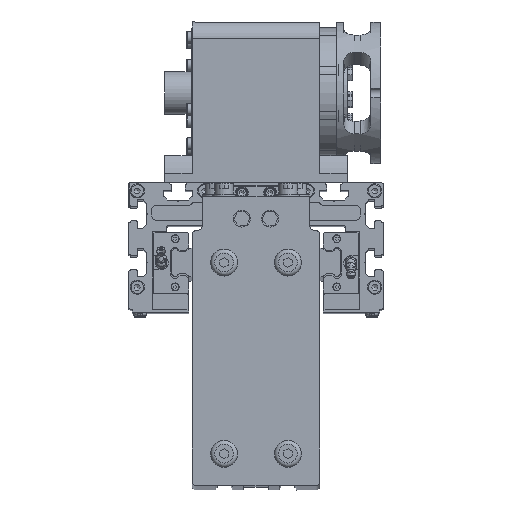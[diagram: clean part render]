
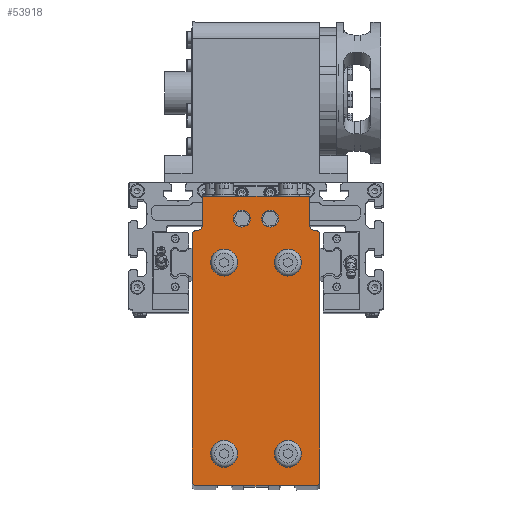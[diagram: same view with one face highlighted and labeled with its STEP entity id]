
A CAD part, top view. The second image highlights one B-rep face of the part: STEP entity #53918.
In plain terms, the highlighted face is planar.
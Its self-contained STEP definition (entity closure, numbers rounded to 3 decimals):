
#2936=FACE_BOUND('',#8578,.T.);
#2937=FACE_BOUND('',#8579,.T.);
#2938=FACE_BOUND('',#8580,.T.);
#2939=FACE_BOUND('',#8581,.T.);
#2940=FACE_BOUND('',#8582,.T.);
#2941=FACE_BOUND('',#8583,.T.);
#3526=PLANE('',#57575);
#5600=FACE_OUTER_BOUND('',#8577,.T.);
#8577=EDGE_LOOP('',(#39837,#39838,#39839,#39840,#39841,#39842,#39843,#39844,
#39845,#39846,#39847,#39848));
#8578=EDGE_LOOP('',(#39849));
#8579=EDGE_LOOP('',(#39850));
#8580=EDGE_LOOP('',(#39851));
#8581=EDGE_LOOP('',(#39852));
#8582=EDGE_LOOP('',(#39853));
#8583=EDGE_LOOP('',(#39854));
#11811=LINE('',#79490,#17179);
#12166=LINE('',#80637,#17534);
#12167=LINE('',#80640,#17535);
#12170=LINE('',#80650,#17538);
#12171=LINE('',#80654,#17539);
#12172=LINE('',#80658,#17540);
#17179=VECTOR('',#63673,10.);
#17534=VECTOR('',#64624,10.);
#17535=VECTOR('',#64627,10.);
#17538=VECTOR('',#64638,10.);
#17539=VECTOR('',#64641,10.);
#17540=VECTOR('',#64644,10.);
#22321=CIRCLE('',#57359,9.5);
#22325=CIRCLE('',#57366,9.5);
#22329=CIRCLE('',#57373,9.5);
#22333=CIRCLE('',#57380,9.5);
#22335=CIRCLE('',#57398,6.);
#22337=CIRCLE('',#57402,6.);
#22487=CIRCLE('',#57570,5.);
#22488=CIRCLE('',#57574,5.);
#22489=CIRCLE('',#57576,2.5);
#22490=CIRCLE('',#57577,2.5);
#22491=CIRCLE('',#57578,2.5);
#22492=CIRCLE('',#57579,2.5);
#24596=VERTEX_POINT('',#79487);
#24597=VERTEX_POINT('',#79489);
#24744=VERTEX_POINT('',#79872);
#24747=VERTEX_POINT('',#79883);
#24750=VERTEX_POINT('',#79894);
#24753=VERTEX_POINT('',#79905);
#24779=VERTEX_POINT('',#79986);
#24781=VERTEX_POINT('',#79993);
#25090=VERTEX_POINT('',#80631);
#25091=VERTEX_POINT('',#80633);
#25092=VERTEX_POINT('',#80639);
#25093=VERTEX_POINT('',#80643);
#25094=VERTEX_POINT('',#80647);
#25095=VERTEX_POINT('',#80649);
#25096=VERTEX_POINT('',#80651);
#25097=VERTEX_POINT('',#80653);
#25098=VERTEX_POINT('',#80655);
#25099=VERTEX_POINT('',#80657);
#30194=EDGE_CURVE('',#24597,#24596,#11811,.T.);
#30388=EDGE_CURVE('',#24744,#24744,#22321,.T.);
#30393=EDGE_CURVE('',#24747,#24747,#22325,.T.);
#30398=EDGE_CURVE('',#24750,#24750,#22329,.T.);
#30403=EDGE_CURVE('',#24753,#24753,#22333,.T.);
#30442=EDGE_CURVE('',#24779,#24779,#22335,.T.);
#30445=EDGE_CURVE('',#24781,#24781,#22337,.T.);
#30756=EDGE_CURVE('',#25091,#25090,#22487,.T.);
#30758=EDGE_CURVE('',#24596,#25091,#12166,.T.);
#30759=EDGE_CURVE('',#25092,#24597,#12167,.T.);
#30761=EDGE_CURVE('',#25093,#25092,#22488,.T.);
#30763=EDGE_CURVE('',#25090,#25094,#22489,.T.);
#30764=EDGE_CURVE('',#25094,#25095,#12170,.T.);
#30765=EDGE_CURVE('',#25095,#25096,#22490,.T.);
#30766=EDGE_CURVE('',#25096,#25097,#12171,.T.);
#30767=EDGE_CURVE('',#25097,#25098,#22491,.T.);
#30768=EDGE_CURVE('',#25098,#25099,#12172,.T.);
#30769=EDGE_CURVE('',#25099,#25093,#22492,.T.);
#39837=ORIENTED_EDGE('',*,*,#30763,.T.);
#39838=ORIENTED_EDGE('',*,*,#30764,.T.);
#39839=ORIENTED_EDGE('',*,*,#30765,.T.);
#39840=ORIENTED_EDGE('',*,*,#30766,.T.);
#39841=ORIENTED_EDGE('',*,*,#30767,.T.);
#39842=ORIENTED_EDGE('',*,*,#30768,.T.);
#39843=ORIENTED_EDGE('',*,*,#30769,.T.);
#39844=ORIENTED_EDGE('',*,*,#30761,.T.);
#39845=ORIENTED_EDGE('',*,*,#30759,.T.);
#39846=ORIENTED_EDGE('',*,*,#30194,.T.);
#39847=ORIENTED_EDGE('',*,*,#30758,.T.);
#39848=ORIENTED_EDGE('',*,*,#30756,.T.);
#39849=ORIENTED_EDGE('',*,*,#30403,.T.);
#39850=ORIENTED_EDGE('',*,*,#30388,.T.);
#39851=ORIENTED_EDGE('',*,*,#30398,.T.);
#39852=ORIENTED_EDGE('',*,*,#30393,.T.);
#39853=ORIENTED_EDGE('',*,*,#30442,.T.);
#39854=ORIENTED_EDGE('',*,*,#30445,.T.);
#53918=ADVANCED_FACE('',(#5600,#2936,#2937,#2938,#2939,#2940,#2941),#3526,
 .T.);
#57359=AXIS2_PLACEMENT_3D('',#79874,#63995,#63996);
#57366=AXIS2_PLACEMENT_3D('',#79885,#64010,#64011);
#57373=AXIS2_PLACEMENT_3D('',#79896,#64025,#64026);
#57380=AXIS2_PLACEMENT_3D('',#79907,#64040,#64041);
#57398=AXIS2_PLACEMENT_3D('',#79988,#64113,#64114);
#57402=AXIS2_PLACEMENT_3D('',#79995,#64122,#64123);
#57570=AXIS2_PLACEMENT_3D('',#80634,#64619,#64620);
#57574=AXIS2_PLACEMENT_3D('',#80644,#64631,#64632);
#57575=AXIS2_PLACEMENT_3D('',#80646,#64634,#64635);
#57576=AXIS2_PLACEMENT_3D('',#80648,#64636,#64637);
#57577=AXIS2_PLACEMENT_3D('',#80652,#64639,#64640);
#57578=AXIS2_PLACEMENT_3D('',#80656,#64642,#64643);
#57579=AXIS2_PLACEMENT_3D('',#80659,#64645,#64646);
#63673=DIRECTION('',(1.,0.,0.));
#63995=DIRECTION('center_axis',(0.,0.,1.));
#63996=DIRECTION('ref_axis',(-1.,0.,0.));
#64010=DIRECTION('center_axis',(0.,0.,1.));
#64011=DIRECTION('ref_axis',(-1.,0.,0.));
#64025=DIRECTION('center_axis',(0.,0.,1.));
#64026=DIRECTION('ref_axis',(-1.,0.,0.));
#64040=DIRECTION('center_axis',(0.,0.,1.));
#64041=DIRECTION('ref_axis',(-1.,0.,0.));
#64113=DIRECTION('center_axis',(0.,0.,1.));
#64114=DIRECTION('ref_axis',(-1.,0.,0.));
#64122=DIRECTION('center_axis',(0.,0.,1.));
#64123=DIRECTION('ref_axis',(-1.,0.,0.));
#64619=DIRECTION('center_axis',(0.,0.,1.));
#64620=DIRECTION('ref_axis',(0.,1.,0.));
#64624=DIRECTION('',(0.,-1.,0.));
#64627=DIRECTION('',(0.,1.,0.));
#64631=DIRECTION('center_axis',(0.,0.,1.));
#64632=DIRECTION('ref_axis',(-1.,0.,0.));
#64634=DIRECTION('center_axis',(0.,0.,-1.));
#64635=DIRECTION('ref_axis',(-1.,0.,0.));
#64636=DIRECTION('center_axis',(0.,0.,-1.));
#64637=DIRECTION('ref_axis',(0.,1.,0.));
#64638=DIRECTION('',(0.,-1.,0.));
#64639=DIRECTION('center_axis',(0.,0.,-1.));
#64640=DIRECTION('ref_axis',(1.,0.,0.));
#64641=DIRECTION('',(-1.,0.,0.));
#64642=DIRECTION('center_axis',(0.,0.,-1.));
#64643=DIRECTION('ref_axis',(0.,-1.,0.));
#64644=DIRECTION('',(0.,1.,0.));
#64645=DIRECTION('center_axis',(0.,0.,-1.));
#64646=DIRECTION('ref_axis',(-1.,0.,0.));
#79487=CARTESIAN_POINT('',(37.5,114.2,-8.));
#79489=CARTESIAN_POINT('',(-37.5,114.2,-8.));
#79490=CARTESIAN_POINT('',(-37.5,114.2,-8.));
#79872=CARTESIAN_POINT('',(32.,-67.5,-8.));
#79874=CARTESIAN_POINT('Origin',(22.5,-67.5,-8.));
#79883=CARTESIAN_POINT('',(-13.,-67.5,-8.));
#79885=CARTESIAN_POINT('Origin',(-22.5,-67.5,-8.));
#79894=CARTESIAN_POINT('',(-13.,67.5,-8.));
#79896=CARTESIAN_POINT('Origin',(-22.5,67.5,-8.));
#79905=CARTESIAN_POINT('',(32.,67.5,-8.));
#79907=CARTESIAN_POINT('Origin',(22.5,67.5,-8.));
#79986=CARTESIAN_POINT('',(16.,98.5,-8.));
#79988=CARTESIAN_POINT('Origin',(10.,98.5,-8.));
#79993=CARTESIAN_POINT('',(-4.,98.5,-8.));
#79995=CARTESIAN_POINT('Origin',(-10.,98.5,-8.));
#80631=CARTESIAN_POINT('',(42.5,90.,-8.));
#80633=CARTESIAN_POINT('',(37.5,95.,-8.));
#80634=CARTESIAN_POINT('Origin',(42.5,95.,-8.));
#80637=CARTESIAN_POINT('',(37.5,114.2,-8.));
#80639=CARTESIAN_POINT('',(-37.5,95.,-8.));
#80640=CARTESIAN_POINT('',(-37.5,95.,-8.));
#80643=CARTESIAN_POINT('',(-42.5,90.,-8.));
#80644=CARTESIAN_POINT('Origin',(-42.5,95.,-8.));
#80646=CARTESIAN_POINT('Origin',(0.,12.1,
-8.));
#80647=CARTESIAN_POINT('',(45.,87.5,-8.));
#80648=CARTESIAN_POINT('Origin',(42.5,87.5,-8.));
#80649=CARTESIAN_POINT('',(45.,-87.5,-8.));
#80650=CARTESIAN_POINT('',(45.,87.5,-8.));
#80651=CARTESIAN_POINT('',(42.5,-90.,-8.));
#80652=CARTESIAN_POINT('Origin',(42.5,-87.5,-8.));
#80653=CARTESIAN_POINT('',(-42.5,-90.,-8.));
#80654=CARTESIAN_POINT('',(42.5,-90.,-8.));
#80655=CARTESIAN_POINT('',(-45.,-87.5,-8.));
#80656=CARTESIAN_POINT('Origin',(-42.5,-87.5,-8.));
#80657=CARTESIAN_POINT('',(-45.,87.5,-8.));
#80658=CARTESIAN_POINT('',(-45.,-87.5,-8.));
#80659=CARTESIAN_POINT('Origin',(-42.5,87.5,-8.));
